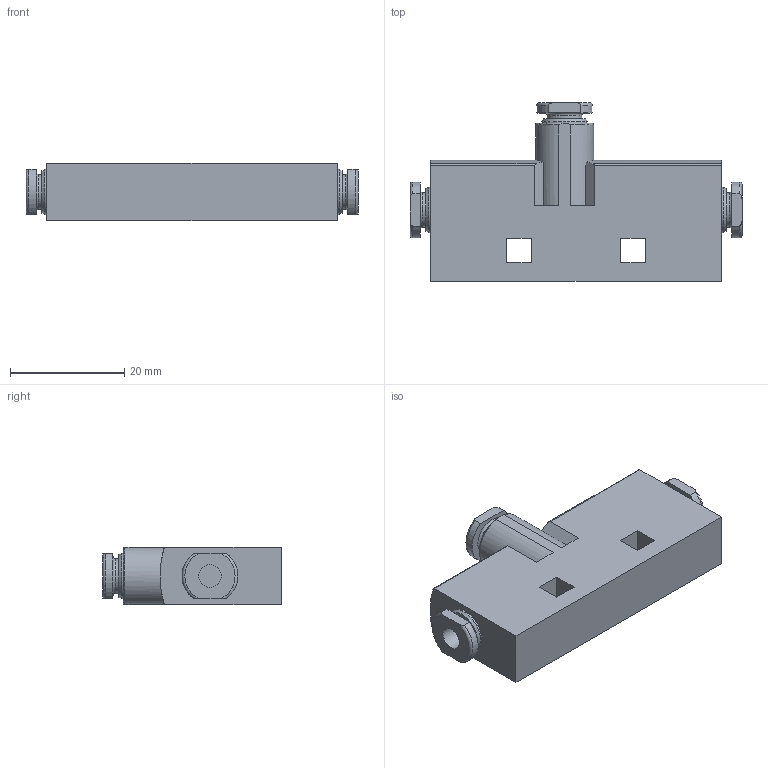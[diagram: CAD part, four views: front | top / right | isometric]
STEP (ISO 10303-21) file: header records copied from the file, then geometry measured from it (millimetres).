
FILE_DESCRIPTION(/* description */ ('STEP AP214'),/* implementation_level */ '2;1');
FILE_NAME(/* name */ '526106_VN-05-M-T2-PQ1-VQ1-RQ1',/* time_stamp */ '2024-09-16T23:36:48+02:00',/* author */ ('License CC BY-ND 4.0'),/* organization */ ('CADENAS'),/* preprocessor_version */ 'ST-DEVELOPER v19.3',/* originating_system */ 'PARTsolutions',/* authorisation */ ' ');
FILE_SCHEMA (('AUTOMOTIVE_DESIGN {1 0 10303 214 3 1 1}'));
Length unit declared in the file: millimetre
Products named in the file (1): 526106 VN-05-M-T2-PQ1-VQ1-RQ1
Bounding box: 58.2 x 31.3 x 10 mm (x, y, z)
Volume: 11238.7 mm3; surface area: 4663.6 mm2
Topology: 1 solids, 1 shells, 76 faces, 182 edges, 120 vertices
Faces by surface type: plane 40, cylinder 23, torus 10, cone 3
Full cylindrical faces by diameter (mm): 4 x3, 6.1 x3, 8 x3
Entity records: 2737 total; most frequent: CARTESIAN_POINT 451, DIRECTION 364, ORIENTED_EDGE 326, EDGE_CURVE 163, AXIS2_PLACEMENT_3D 140, VERTEX_POINT 117, EDGE_LOOP 108, FACE_BOUND 108
